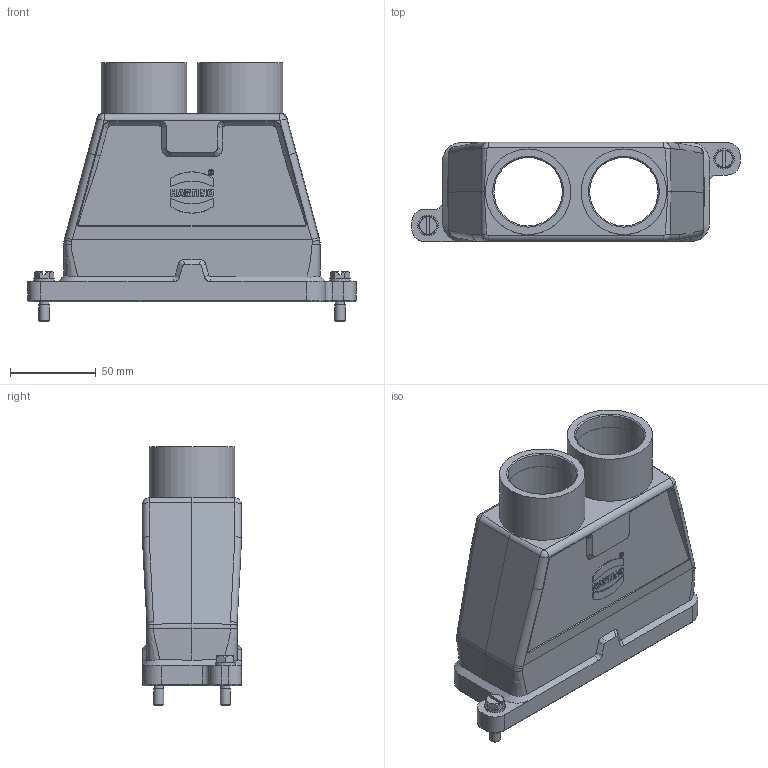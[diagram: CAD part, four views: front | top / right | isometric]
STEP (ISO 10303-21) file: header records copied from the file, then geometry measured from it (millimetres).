
FILE_DESCRIPTION(/* description */ (''),/* implementation_level */ '2;1');
FILE_NAME(/* name */ '100095251ugm000_b.stp',/* time_stamp */ '2014-09-11T10:34:25+02:00',/* author */ (''),/* organization */ (''),/* preprocessor_version */ 'ST-DEVELOPER v15',/* originating_system */ 'SIEMENS PLM Software NX 8.5',/* authorisation */ '');
FILE_SCHEMA (('AUTOMOTIVE_DESIGN { 1 0 10303 214 3 1 1 1 }'));
Length unit declared in the file: millimetre
Products named in the file (1): 100095251ugm000_b
Bounding box: 192 x 58 x 151.4 mm (x, y, z)
Volume: 259602.6 mm3; surface area: 116402.9 mm2
Topology: 3 solids, 5 shells, 590 faces, 1499 edges, 945 vertices
Faces by surface type: plane 260, cylinder 174, cone 66, bspline 66, torus 20, sphere 4
Full cylindrical faces by diameter (mm): 3 x4, 5 x2, 5.3 x2, 6 x2, 6.2 x4, 6.45 x2, 6.5 x2, 12 x2, 12.9 x2, 40 x2, 42 x2, 45.5 x2, 50 x2
Entity records: 23837 total; most frequent: CARTESIAN_POINT 6228, ORIENTED_EDGE 2838, DIRECTION 2680, EDGE_CURVE 1419, AXIS2_PLACEMENT_3D 992, VERTEX_POINT 934, LINE 696, VECTOR 696
